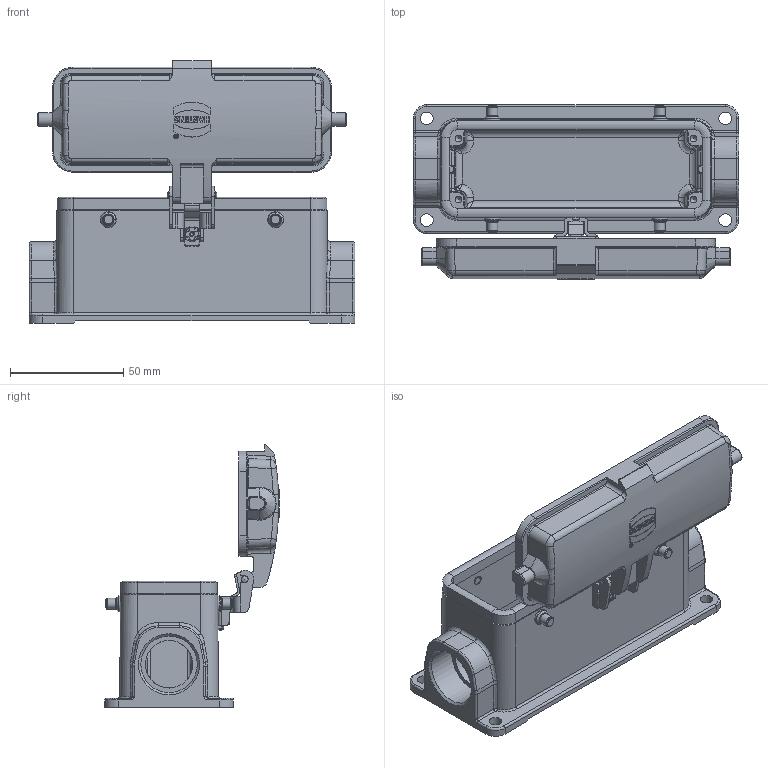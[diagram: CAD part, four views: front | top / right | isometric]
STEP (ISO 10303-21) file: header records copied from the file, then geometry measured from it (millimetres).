
FILE_DESCRIPTION(/* description */ (''),/* implementation_level */ '2;1');
FILE_NAME(/* name */ '100536045ugm000_d.stp',/* time_stamp */ '2017-11-03T10:15:38+01:00',/* author */ (''),/* organization */ (''),/* preprocessor_version */ 'ST-DEVELOPER v16',/* originating_system */ 'SIEMENS PLM Software NX 10.0',/* authorisation */ '');
FILE_SCHEMA (('AUTOMOTIVE_DESIGN { 1 0 10303 214 3 1 1 1 }'));
Length unit declared in the file: millimetre
Products named in the file (1): 100536045ugm000_d
Bounding box: 144 x 77.29 x 116.08 mm (x, y, z)
Volume: 135672.6 mm3; surface area: 77102.6 mm2
Topology: 2 solids, 2 shells, 916 faces, 2923 edges, 2570 vertices
Faces by surface type: plane 323, cylinder 287, bspline 188, torus 58, cone 38, extrusion 16, sphere 6
Full cylindrical faces by diameter (mm): 3 x6, 3.05 x1, 4 x5, 4.8 x4, 5.6 x4, 7 x5, 21 x1, 23.6 x1, 25 x1
Entity records: 41081 total; most frequent: CARTESIAN_POINT 12747, ORIENTED_EDGE 4516, DIRECTION 4179, EDGE_CURVE 2258, AXIS2_PLACEMENT_3D 1502, VERTEX_POINT 1446, VECTOR 1175, PRESENTATION_STYLE_ASSIGNMENT 1168
